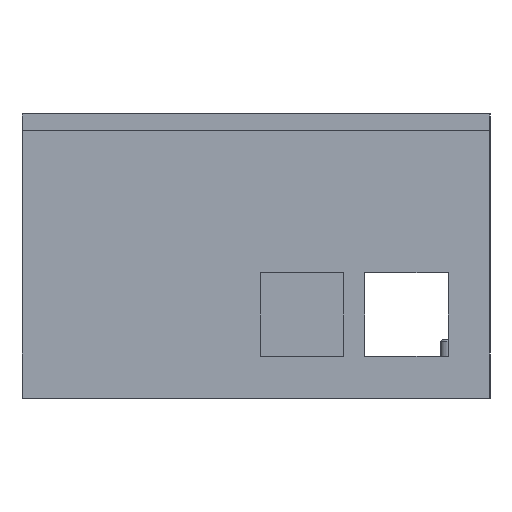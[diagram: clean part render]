
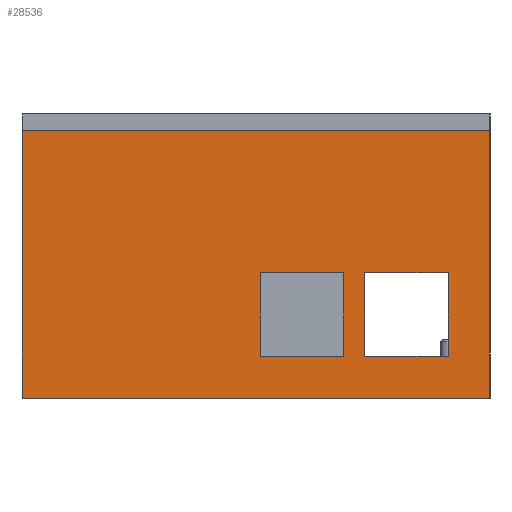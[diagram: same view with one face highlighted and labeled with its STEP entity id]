
A CAD part, left-side view. The second image highlights one B-rep face of the part: STEP entity #28536.
In plain terms, the highlighted planar face has unit normal (-1, 0, 0).
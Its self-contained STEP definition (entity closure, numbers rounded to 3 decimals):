
#241=FACE_BOUND('',#3590,.T.);
#242=FACE_BOUND('',#3591,.T.);
#801=PLANE('',#29823);
#1965=FACE_OUTER_BOUND('',#3589,.T.);
#3589=EDGE_LOOP('',(#22517,#22518,#22519,#22520));
#3590=EDGE_LOOP('',(#22521,#22522,#22523,#22524));
#3591=EDGE_LOOP('',(#22525,#22526,#22527,#22528));
#5644=LINE('',#45118,#8331);
#5648=LINE('',#45125,#8335);
#5650=LINE('',#45130,#8337);
#5653=LINE('',#45134,#8340);
#5656=LINE('',#45142,#8343);
#5659=LINE('',#45148,#8346);
#5662=LINE('',#45154,#8349);
#5665=LINE('',#45158,#8352);
#5747=LINE('',#45346,#8434);
#5759=LINE('',#45399,#8446);
#5765=LINE('',#45410,#8452);
#5766=LINE('',#45412,#8453);
#8331=VECTOR('',#32200,10.);
#8335=VECTOR('',#32206,10.);
#8337=VECTOR('',#32210,10.);
#8340=VECTOR('',#32215,10.);
#8343=VECTOR('',#32220,10.);
#8346=VECTOR('',#32225,10.);
#8349=VECTOR('',#32230,10.);
#8352=VECTOR('',#32235,10.);
#8434=VECTOR('',#32409,10.);
#8446=VECTOR('',#32473,10.);
#8452=VECTOR('',#32483,10.);
#8453=VECTOR('',#32486,10.);
#12604=VERTEX_POINT('',#45115);
#12605=VERTEX_POINT('',#45117);
#12607=VERTEX_POINT('',#45123);
#12609=VERTEX_POINT('',#45129);
#12612=VERTEX_POINT('',#45139);
#12613=VERTEX_POINT('',#45141);
#12615=VERTEX_POINT('',#45147);
#12617=VERTEX_POINT('',#45153);
#12676=VERTEX_POINT('',#45344);
#12677=VERTEX_POINT('',#45345);
#12692=VERTEX_POINT('',#45398);
#12695=VERTEX_POINT('',#45408);
#16084=EDGE_CURVE('',#12605,#12604,#5644,.T.);
#16088=EDGE_CURVE('',#12604,#12607,#5648,.T.);
#16090=EDGE_CURVE('',#12609,#12605,#5650,.T.);
#16093=EDGE_CURVE('',#12607,#12609,#5653,.T.);
#16096=EDGE_CURVE('',#12613,#12612,#5656,.T.);
#16099=EDGE_CURVE('',#12615,#12613,#5659,.T.);
#16102=EDGE_CURVE('',#12617,#12615,#5662,.T.);
#16105=EDGE_CURVE('',#12612,#12617,#5665,.T.);
#16195=EDGE_CURVE('',#12676,#12677,#5747,.T.);
#16219=EDGE_CURVE('',#12692,#12677,#5759,.T.);
#16225=EDGE_CURVE('',#12676,#12695,#5765,.T.);
#16226=EDGE_CURVE('',#12692,#12695,#5766,.T.);
#22517=ORIENTED_EDGE('',*,*,#16225,.T.);
#22518=ORIENTED_EDGE('',*,*,#16226,.F.);
#22519=ORIENTED_EDGE('',*,*,#16219,.T.);
#22520=ORIENTED_EDGE('',*,*,#16195,.F.);
#22521=ORIENTED_EDGE('',*,*,#16090,.T.);
#22522=ORIENTED_EDGE('',*,*,#16084,.T.);
#22523=ORIENTED_EDGE('',*,*,#16088,.T.);
#22524=ORIENTED_EDGE('',*,*,#16093,.T.);
#22525=ORIENTED_EDGE('',*,*,#16102,.T.);
#22526=ORIENTED_EDGE('',*,*,#16099,.T.);
#22527=ORIENTED_EDGE('',*,*,#16096,.T.);
#22528=ORIENTED_EDGE('',*,*,#16105,.T.);
#28536=ADVANCED_FACE('',(#1965,#241,#242),#801,.T.);
#29823=AXIS2_PLACEMENT_3D('',#45411,#32484,#32485);
#32200=DIRECTION('',(0.,0.,-1.));
#32206=DIRECTION('',(0.,1.,0.));
#32210=DIRECTION('',(0.,-1.,0.));
#32215=DIRECTION('',(0.,0.,1.));
#32220=DIRECTION('',(0.,1.,0.));
#32225=DIRECTION('',(0.,0.,-1.));
#32230=DIRECTION('',(0.,-1.,0.));
#32235=DIRECTION('',(0.,0.,1.));
#32409=DIRECTION('',(0.,-1.,0.));
#32473=DIRECTION('',(0.,0.,1.));
#32483=DIRECTION('',(0.,0.,-1.));
#32484=DIRECTION('center_axis',(-1.,0.,0.));
#32485=DIRECTION('ref_axis',(0.,1.,0.));
#32486=DIRECTION('',(0.,1.,0.));
#45115=CARTESIAN_POINT('',(-3.,2.,3.));
#45117=CARTESIAN_POINT('',(-3.,2.,13.));
#45118=CARTESIAN_POINT('',(-3.,2.,6.5));
#45123=CARTESIAN_POINT('',(-3.,12.,3.));
#45125=CARTESIAN_POINT('',(-3.,-0.5,3.));
#45129=CARTESIAN_POINT('',(-3.,12.,13.));
#45130=CARTESIAN_POINT('',(-3.,4.5,13.));
#45134=CARTESIAN_POINT('',(-3.,12.,1.5));
#45139=CARTESIAN_POINT('',(-3.,24.5,3.));
#45141=CARTESIAN_POINT('',(-3.,14.5,3.));
#45142=CARTESIAN_POINT('',(-3.,5.75,3.));
#45147=CARTESIAN_POINT('',(-3.,14.5,13.));
#45148=CARTESIAN_POINT('',(-3.,14.5,6.5));
#45153=CARTESIAN_POINT('',(-3.,24.5,13.));
#45154=CARTESIAN_POINT('',(-3.,10.75,13.));
#45158=CARTESIAN_POINT('',(-3.,24.5,1.5));
#45344=CARTESIAN_POINT('',(-3.,53.,30.));
#45345=CARTESIAN_POINT('',(-3.,-3.,30.));
#45346=CARTESIAN_POINT('',(-3.,53.,30.));
#45398=CARTESIAN_POINT('',(-3.,-3.,-2.));
#45399=CARTESIAN_POINT('',(-3.,-3.,0.));
#45408=CARTESIAN_POINT('',(-3.,53.,-2.));
#45410=CARTESIAN_POINT('',(-3.,53.,0.));
#45411=CARTESIAN_POINT('Origin',(-3.,-3.,0.));
#45412=CARTESIAN_POINT('',(-3.,53.,-2.));
